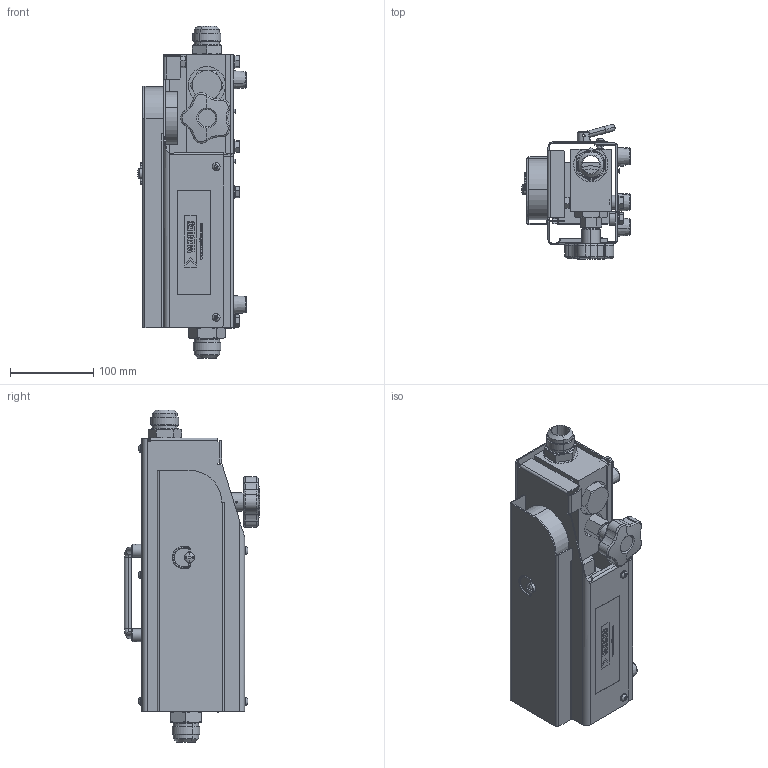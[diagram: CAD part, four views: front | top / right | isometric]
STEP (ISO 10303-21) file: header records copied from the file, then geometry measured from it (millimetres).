
FILE_DESCRIPTION (( 'STEP AP214' ), '1' );
FILE_NAME ('FT10040-12.STEP', '2024-10-21T08:17:05', ( '' ), ( '' ), 'SwSTEP 2.0', 'SolidWorks 2023', '' );
FILE_SCHEMA (( 'AUTOMOTIVE_DESIGN' ));
Length unit declared in the file: millimetre
Products named in the file (1): FT10040-12
Bounding box: 130.61 x 162.35 x 399.15 mm (x, y, z)
Surface area: 477766 mm2 (no closed solid volume)
Topology: 0 solids, 103 shells, 809 faces, 3665 edges, 2874 vertices
Faces by surface type: plane 379, cylinder 194, cone 101, torus 60, bspline 53, sphere 22
Entity records: 54662 total; most frequent: CARTESIAN_POINT 17974, DIRECTION 5267, ORIENTED_EDGE 5097, EDGE_CURVE 3655, VERTEX_POINT 2874, VECTOR 1827, LINE 1827, AXIS2_PLACEMENT_3D 1720
